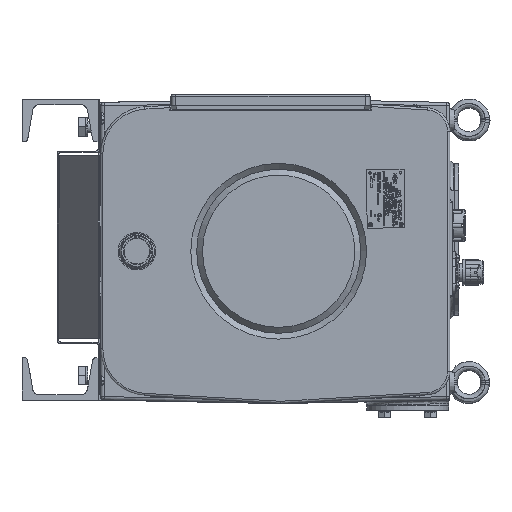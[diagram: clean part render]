
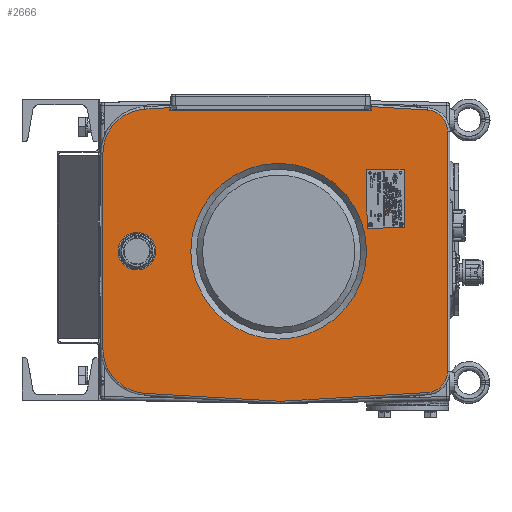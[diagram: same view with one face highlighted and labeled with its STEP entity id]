
A CAD part, left-side view. The second image highlights one B-rep face of the part: STEP entity #2666.
In plain terms, the highlighted planar face has unit normal (-1, 0, 0).
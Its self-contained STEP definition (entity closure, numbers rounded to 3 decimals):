
#2666=ADVANCED_FACE('',(#115987,#115989,#115991,#115993,#115995,#115997,#115999),
#116001,.F.);
#115987=FACE_BOUND('',#115988,.T.);
#115988=EDGE_LOOP('',(#130332,#130333,#130334,#130335,#130336,#130337,#130338,#130339,
#130340,#130341,#130342,#130343,#130344));
#115989=FACE_BOUND('',#115990,.T.);
#115990=EDGE_LOOP('',(#130345));
#115991=FACE_BOUND('',#115992,.T.);
#115992=EDGE_LOOP('',(#130346));
#115993=FACE_BOUND('',#115994,.T.);
#115994=EDGE_LOOP('',(#130347));
#115995=FACE_BOUND('',#115996,.T.);
#115996=EDGE_LOOP('',(#130348));
#115997=FACE_BOUND('',#115998,.T.);
#115998=EDGE_LOOP('',(#130349));
#115999=FACE_BOUND('',#116000,.T.);
#116000=EDGE_LOOP('',(#130350));
#116001=PLANE('',#116002);
#116002=AXIS2_PLACEMENT_3D('',#116003,#116004,#116005);
#116003=CARTESIAN_POINT('',(-267.,-22.,-0.004));
#116004=DIRECTION('',(1.,0.,0.));
#116005=DIRECTION('',(0.,0.,1.));
#130332=ORIENTED_EDGE('',*,*,#142606,.F.);
#130333=ORIENTED_EDGE('',*,*,#142607,.F.);
#130334=ORIENTED_EDGE('',*,*,#142608,.F.);
#130335=ORIENTED_EDGE('',*,*,#142609,.F.);
#130336=ORIENTED_EDGE('',*,*,#142610,.F.);
#130337=ORIENTED_EDGE('',*,*,#142611,.F.);
#130338=ORIENTED_EDGE('',*,*,#142612,.F.);
#130339=ORIENTED_EDGE('',*,*,#142613,.F.);
#130340=ORIENTED_EDGE('',*,*,#142614,.F.);
#130341=ORIENTED_EDGE('',*,*,#142615,.F.);
#130342=ORIENTED_EDGE('',*,*,#142616,.F.);
#130343=ORIENTED_EDGE('',*,*,#142617,.F.);
#130344=ORIENTED_EDGE('',*,*,#142618,.F.);
#130345=ORIENTED_EDGE('',*,*,#142619,.F.);
#130346=ORIENTED_EDGE('',*,*,#142620,.F.);
#130347=ORIENTED_EDGE('',*,*,#142621,.F.);
#130348=ORIENTED_EDGE('',*,*,#142622,.F.);
#130349=ORIENTED_EDGE('',*,*,#142623,.F.);
#130350=ORIENTED_EDGE('',*,*,#142624,.F.);
#142606=EDGE_CURVE('',#166047,#166048,#166049,.T.);
#142607=EDGE_CURVE('',#166050,#166047,#166051,.T.);
#142608=EDGE_CURVE('',#166052,#166050,#166053,.T.);
#142609=EDGE_CURVE('',#166054,#166052,#166055,.T.);
#142610=EDGE_CURVE('',#166056,#166054,#166057,.T.);
#142611=EDGE_CURVE('',#166058,#166056,#166059,.T.);
#142612=EDGE_CURVE('',#166060,#166058,#166061,.T.);
#142613=EDGE_CURVE('',#166062,#166060,#166063,.T.);
#142614=EDGE_CURVE('',#166064,#166062,#166065,.T.);
#142615=EDGE_CURVE('',#166066,#166064,#166067,.T.);
#142616=EDGE_CURVE('',#166068,#166066,#166069,.T.);
#142617=EDGE_CURVE('',#166070,#166068,#166071,.T.);
#142618=EDGE_CURVE('',#166048,#166070,#166072,.T.);
#142619=EDGE_CURVE('',#166073,#166073,#166074,.T.);
#142620=EDGE_CURVE('',#166075,#166075,#166076,.T.);
#142621=EDGE_CURVE('',#166077,#166077,#166078,.T.);
#142622=EDGE_CURVE('',#166079,#166079,#166080,.T.);
#142623=EDGE_CURVE('',#166081,#166081,#166082,.T.);
#142624=EDGE_CURVE('',#166083,#166083,#166084,.T.);
#166047=VERTEX_POINT('',#251304);
#166048=VERTEX_POINT('',#251305);
#166049=LINE('',#251306,#251307);
#166050=VERTEX_POINT('',#251309);
#166051=LINE('',#251310,#251311);
#166052=VERTEX_POINT('',#251313);
#166053=CIRCLE('',#251314,38.);
#166054=VERTEX_POINT('',#251318);
#166055=LINE('',#251319,#251320);
#166056=VERTEX_POINT('',#251322);
#166057=CIRCLE('',#251323,38.);
#166058=VERTEX_POINT('',#251327);
#166059=LINE('',#251328,#251329);
#166060=VERTEX_POINT('',#251331);
#166061=LINE('',#251332,#251333);
#166062=VERTEX_POINT('',#251335);
#166063=CIRCLE('',#251336,18.);
#166064=VERTEX_POINT('',#251340);
#166065=LINE('',#251341,#251342);
#166066=VERTEX_POINT('',#251344);
#166067=CIRCLE('',#251345,18.);
#166068=VERTEX_POINT('',#251349);
#166069=LINE('',#251350,#251351);
#166070=VERTEX_POINT('',#251353);
#166071=LINE('',#251354,#251355);
#166072=LINE('',#251357,#251358);
#166073=VERTEX_POINT('',#251360);
#166074=CIRCLE('',#251361,16.);
#166075=VERTEX_POINT('',#251365);
#166076=CIRCLE('',#251366,75.);
#166077=VERTEX_POINT('',#251370);
#166078=CIRCLE('',#251371,1.1);
#166079=VERTEX_POINT('',#251375);
#166080=CIRCLE('',#251376,1.1);
#166081=VERTEX_POINT('',#251380);
#166082=CIRCLE('',#251381,1.1);
#166083=VERTEX_POINT('',#251385);
#166084=CIRCLE('',#251386,1.1);
#251304=CARTESIAN_POINT('',(-267.,70.979,122.502));
#251305=CARTESIAN_POINT('',(-267.,70.979,120.012));
#251306=CARTESIAN_POINT('',(-267.,70.979,122.502));
#251307=VECTOR('',#251308,1.);
#251308=DIRECTION('',(0.,0.,-1.));
#251309=CARTESIAN_POINT('',(-267.,92.18,121.275));
#251310=CARTESIAN_POINT('',(-267.,92.18,121.275));
#251311=VECTOR('',#251312,1.);
#251312=DIRECTION('',(0.,-0.998,0.058));
#251313=CARTESIAN_POINT('',(-267.,127.985,83.345));
#251314=AXIS2_PLACEMENT_3D('',#251315,#251316,#251317);
#251315=CARTESIAN_POINT('',(-267.,89.985,83.339));
#251316=DIRECTION('',(1.,0.,0.));
#251317=DIRECTION('',(0.,1.,0.));
#251318=CARTESIAN_POINT('',(-267.,128.015,-83.301));
#251319=CARTESIAN_POINT('',(-267.,128.015,-83.301));
#251320=VECTOR('',#251321,1.);
#251321=DIRECTION('',(0.,0.,1.));
#251322=CARTESIAN_POINT('',(-267.,92.223,-121.243));
#251323=AXIS2_PLACEMENT_3D('',#251324,#251325,#251326);
#251324=CARTESIAN_POINT('',(-267.,90.015,-83.307));
#251325=DIRECTION('',(1.,0.,0.));
#251326=DIRECTION('',(0.,0.058,-0.998));
#251327=CARTESIAN_POINT('',(-267.,-23.864,-128.001));
#251328=CARTESIAN_POINT('',(-267.,-23.864,-128.001));
#251329=VECTOR('',#251330,1.);
#251330=DIRECTION('',(0.,0.998,0.058));
#251331=CARTESIAN_POINT('',(-267.,-149.048,-120.571));
#251332=CARTESIAN_POINT('',(-267.,-149.048,-120.571));
#251333=VECTOR('',#251334,1.);
#251334=DIRECTION('',(0.,0.998,-0.059));
#251335=CARTESIAN_POINT('',(-267.,-165.982,-102.606));
#251336=AXIS2_PLACEMENT_3D('',#251337,#251338,#251339);
#251337=CARTESIAN_POINT('',(-267.,-147.982,-102.603));
#251338=DIRECTION('',(1.,0.,0.));
#251339=DIRECTION('',(0.,-1.,0.));
#251340=CARTESIAN_POINT('',(-267.,-166.018,102.548));
#251341=CARTESIAN_POINT('',(-267.,-166.018,102.548));
#251342=VECTOR('',#251343,1.);
#251343=DIRECTION('',(0.,0.,-1.));
#251344=CARTESIAN_POINT('',(-267.,-149.091,120.519));
#251345=AXIS2_PLACEMENT_3D('',#251346,#251347,#251348);
#251346=CARTESIAN_POINT('',(-267.,-148.018,102.551));
#251347=DIRECTION('',(1.,0.,0.));
#251348=DIRECTION('',(0.,-0.06,0.998));
#251349=CARTESIAN_POINT('',(-267.,-101.022,123.389));
#251350=CARTESIAN_POINT('',(-267.,-101.022,123.389));
#251351=VECTOR('',#251352,1.);
#251352=DIRECTION('',(0.,-0.998,-0.06));
#251353=CARTESIAN_POINT('',(-267.,-101.021,119.982));
#251354=CARTESIAN_POINT('',(-267.,-101.021,119.982));
#251355=VECTOR('',#251356,1.);
#251356=DIRECTION('',(0.,0.,1.));
#251357=CARTESIAN_POINT('',(-267.,70.979,120.012));
#251358=VECTOR('',#251359,1.);
#251359=DIRECTION('',(0.,-1.,0.));
#251360=CARTESIAN_POINT('',(-267.,98.997,16.017));
#251361=AXIS2_PLACEMENT_3D('',#251362,#251363,#251364);
#251362=CARTESIAN_POINT('',(-267.,99.,0.017));
#251363=DIRECTION('',(-1.,0.,0.));
#251364=DIRECTION('',(0.,0.,1.));
#251365=CARTESIAN_POINT('',(-267.,-22.013,74.996));
#251366=AXIS2_PLACEMENT_3D('',#251367,#251368,#251369);
#251367=CARTESIAN_POINT('',(-267.,-22.,-0.004));
#251368=DIRECTION('',(-1.,0.,0.));
#251369=DIRECTION('',(0.,0.,-1.));
#251370=CARTESIAN_POINT('',(-267.,-126.004,23.078));
#251371=AXIS2_PLACEMENT_3D('',#251372,#251373,#251374);
#251372=CARTESIAN_POINT('',(-267.,-126.004,21.978));
#251373=DIRECTION('',(-1.,0.,0.));
#251374=DIRECTION('',(0.,0.,1.));
#251375=CARTESIAN_POINT('',(-267.,-126.012,68.078));
#251376=AXIS2_PLACEMENT_3D('',#251377,#251378,#251379);
#251377=CARTESIAN_POINT('',(-267.,-126.012,66.978));
#251378=DIRECTION('',(-1.,0.,0.));
#251379=DIRECTION('',(0.,0.,1.));
#251380=CARTESIAN_POINT('',(-267.,-100.004,23.083));
#251381=AXIS2_PLACEMENT_3D('',#251382,#251383,#251384);
#251382=CARTESIAN_POINT('',(-267.,-100.004,21.983));
#251383=DIRECTION('',(-1.,0.,0.));
#251384=DIRECTION('',(0.,0.,1.));
#251385=CARTESIAN_POINT('',(-267.,-100.012,68.083));
#251386=AXIS2_PLACEMENT_3D('',#251387,#251388,#251389);
#251387=CARTESIAN_POINT('',(-267.,-100.012,66.983));
#251388=DIRECTION('',(-1.,0.,0.));
#251389=DIRECTION('',(0.,0.,1.));
